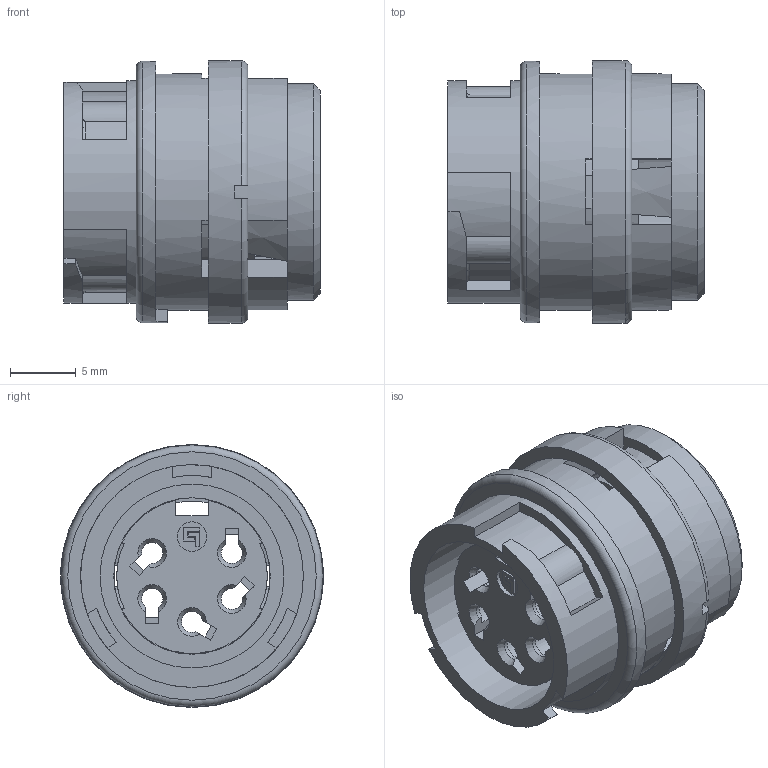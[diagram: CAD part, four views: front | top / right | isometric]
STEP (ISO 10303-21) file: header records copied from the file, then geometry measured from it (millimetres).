
FILE_DESCRIPTION(/* description */ (''),/* implementation_level */ '2;1');
FILE_NAME(/* name */ '99-0616-00-05_bg.stp',/* time_stamp */ '2010-09-07T11:37:25+02:00',/* author */ (''),/* organization */ (''),/* preprocessor_version */ 'ST-DEVELOPER v11',/* originating_system */ 'UGS - NX 5.0',/* authorisation */ '');
FILE_SCHEMA (('CONFIG_CONTROL_DESIGN'));
Length unit declared in the file: millimetre
Products named in the file (1): sgroAF40d05g
Bounding box: 19.5 x 20 x 20 mm (x, y, z)
Volume: 2879.3 mm3; surface area: 3986.3 mm2
Topology: 1 solids, 1 shells, 242 faces, 739 edges, 479 vertices
Faces by surface type: plane 162, cylinder 56, cone 16, torus 6, bspline 2
Full cylindrical faces by diameter (mm): 2.25 x1, 2.5 x1, 11.9 x1, 14 x1, 16.5 x1, 16.95 x1, 18 x1, 18.1 x1, 19.9 x1, 20 x1
Entity records: 8385 total; most frequent: CARTESIAN_POINT 1678, ORIENTED_EDGE 1424, DIRECTION 1364, EDGE_CURVE 712, VERTEX_POINT 469, LINE 468, VECTOR 468, AXIS2_PLACEMENT_3D 448
